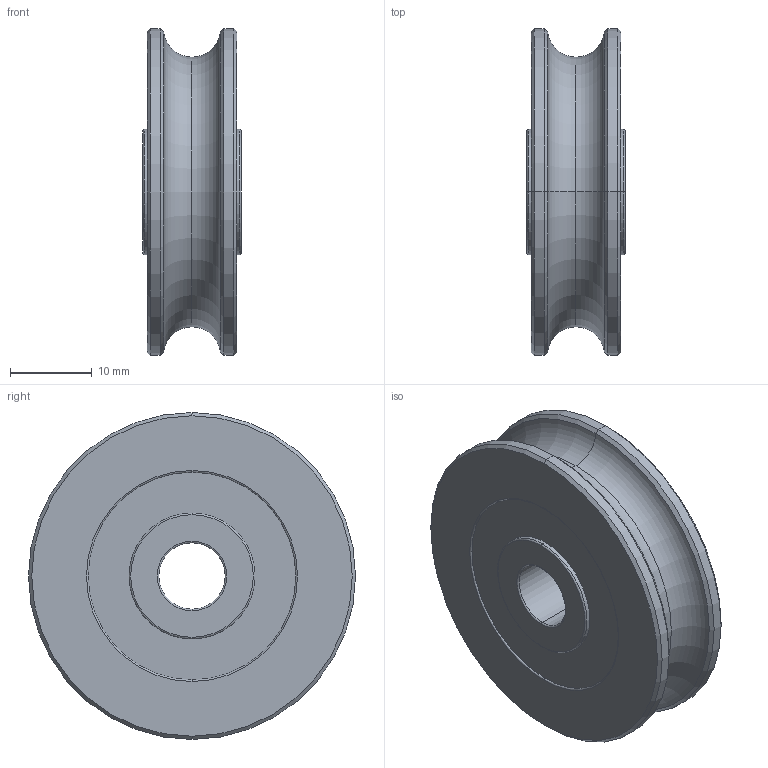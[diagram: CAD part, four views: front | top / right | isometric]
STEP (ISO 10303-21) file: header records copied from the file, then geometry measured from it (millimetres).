
FILE_DESCRIPTION (( 'STEP AP214' ), '1' );
FILE_NAME ('0010007_055-040_(A-03).step', '2018-12-10T09:51:09', ( '' ), ( '' ), 'SwSTEP 2.0', 'SolidWorks 2018', '' );
FILE_SCHEMA (( 'AUTOMOTIVE_DESIGN' ));
Length unit declared in the file: millimetre
Products named in the file (1): 0010007_055-040_(A-03)
Bounding box: 12 x 40 x 40 mm (x, y, z)
Volume: 10980.9 mm3; surface area: 4403.1 mm2
Topology: 1 solids, 1 shells, 40 faces, 80 edges, 46 vertices
Faces by surface type: torus 16, cylinder 10, cone 8, plane 6
Entity records: 1088 total; most frequent: DIRECTION 224, CARTESIAN_POINT 167, ORIENTED_EDGE 160, AXIS2_PLACEMENT_3D 103, EDGE_CURVE 80, CIRCLE 62, VERTEX_POINT 46, EDGE_LOOP 46
